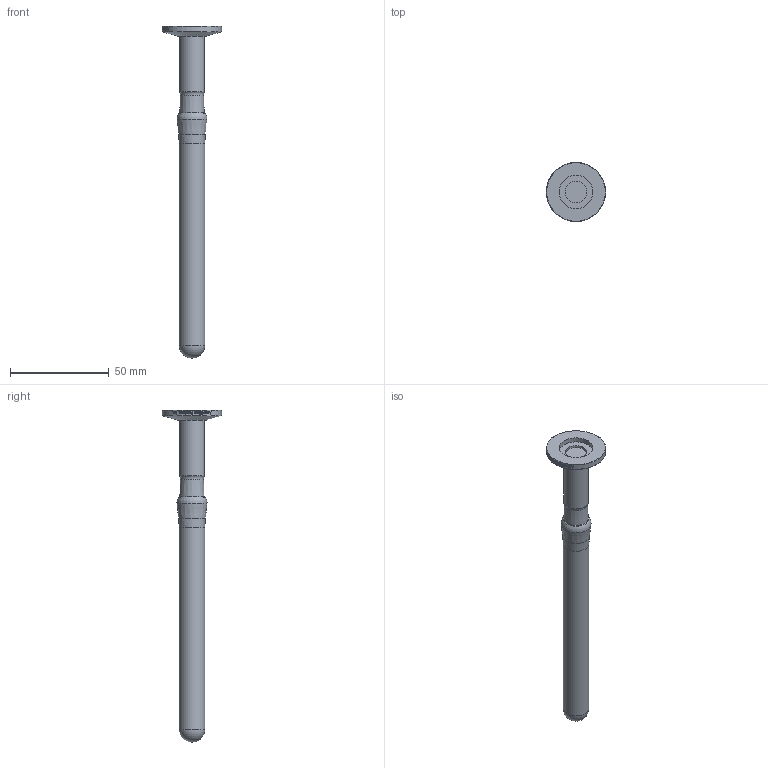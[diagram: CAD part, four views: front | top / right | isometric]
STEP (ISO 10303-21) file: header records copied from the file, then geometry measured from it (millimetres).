
FILE_DESCRIPTION(/* description */ ('Alibre Inc.'),/* implementation_level */ '2;1');
FILE_NAME(/* name */ 'export-EAF87672-340C-4897-BBF4-44E2DC8232A0',/* time_stamp */ '2023-05-03T08:52:54-07:00',/* author */ (''),/* organization */ (''),/* preprocessor_version */ 'ST-DEVELOPER v17',/* originating_system */ 'Alibre',/* authorisation */ '');
FILE_SCHEMA (('CONFIG_CONTROL_DESIGN'));
Length unit declared in the file: inch
Bounding box: 30 x 30 x 168.4 mm (x, y, z)
Volume: 23655.3 mm3; surface area: 8454.5 mm2
Topology: 1 solids, 1 shells, 386 faces, 1055 edges, 702 vertices
Faces by surface type: bspline 228, plane 115, cylinder 33, torus 5, cone 5
Full cylindrical faces by diameter (mm): 10.922 x1, 12.7 x1, 13 x1, 17.2 x1, 30 x1
Entity records: 17622 total; most frequent: CARTESIAN_POINT 9430, ORIENTED_EDGE 2070, EDGE_CURVE 1035, DIRECTION 900, VERTEX_POINT 697, B_SPLINE_CURVE_WITH_KNOTS 459, VECTOR 438, LINE 438
